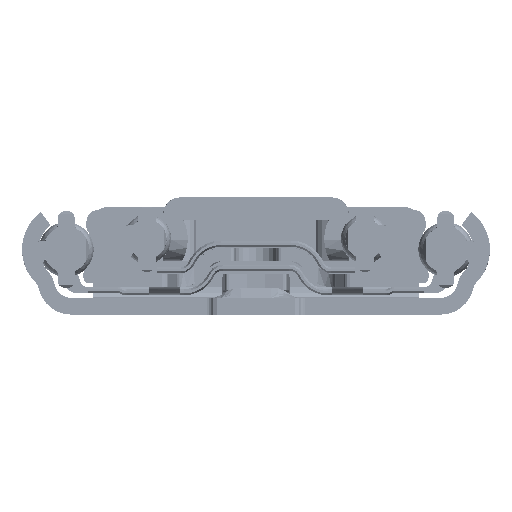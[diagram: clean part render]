
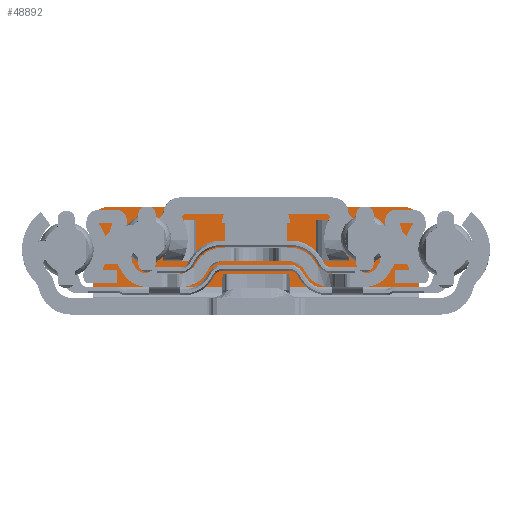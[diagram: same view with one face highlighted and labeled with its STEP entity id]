
A CAD part, front view. The second image highlights one B-rep face of the part: STEP entity #48892.
In plain terms, the highlighted planar face has unit normal (0, -1, 0).
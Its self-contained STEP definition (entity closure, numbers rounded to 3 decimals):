
#1057=PLANE('',#51784);
#2138=FACE_OUTER_BOUND('',#4933,.T.);
#4933=EDGE_LOOP('',(#32416,#32417,#32418,#32419,#32420,#32421));
#7802=CIRCLE('',#51785,2.);
#7803=CIRCLE('',#51786,2.);
#10018=LINE('',#71895,#13863);
#10059=LINE('',#72023,#13904);
#10061=LINE('',#72029,#13906);
#10062=LINE('',#72032,#13907);
#13863=VECTOR('',#57337,53.);
#13904=VECTOR('',#57498,11.);
#13906=VECTOR('',#57504,49.);
#13907=VECTOR('',#57507,11.);
#19213=VERTEX_POINT('',#71892);
#19214=VERTEX_POINT('',#71894);
#19240=VERTEX_POINT('',#72020);
#19242=VERTEX_POINT('',#72026);
#19243=VERTEX_POINT('',#72028);
#19244=VERTEX_POINT('',#72030);
#24318=EDGE_CURVE('',#19214,#19213,#10018,.T.);
#24382=EDGE_CURVE('',#19213,#19240,#10059,.T.);
#24384=EDGE_CURVE('',#19242,#19240,#7802,.T.);
#24385=EDGE_CURVE('',#19243,#19242,#10061,.T.);
#24386=EDGE_CURVE('',#19244,#19243,#7803,.T.);
#24387=EDGE_CURVE('',#19244,#19214,#10062,.T.);
#32416=ORIENTED_EDGE('',*,*,#24384,.F.);
#32417=ORIENTED_EDGE('',*,*,#24385,.F.);
#32418=ORIENTED_EDGE('',*,*,#24386,.F.);
#32419=ORIENTED_EDGE('',*,*,#24387,.T.);
#32420=ORIENTED_EDGE('',*,*,#24318,.T.);
#32421=ORIENTED_EDGE('',*,*,#24382,.T.);
#48892=ADVANCED_FACE('',(#2138),#1057,.T.);
#51784=AXIS2_PLACEMENT_3D('',#72025,#57500,#57501);
#51785=AXIS2_PLACEMENT_3D('',#72027,#57502,#57503);
#51786=AXIS2_PLACEMENT_3D('',#72031,#57505,#57506);
#57337=DIRECTION('',(1.,0.,0.));
#57498=DIRECTION('',(0.,0.,1.));
#57500=DIRECTION('center_axis',(0.,-1.,0.));
#57501=DIRECTION('ref_axis',(0.,0.,-1.));
#57502=DIRECTION('center_axis',(0.,1.,0.));
#57503=DIRECTION('ref_axis',(0.707,0.,0.707));
#57504=DIRECTION('',(1.,0.,0.));
#57505=DIRECTION('center_axis',(0.,1.,0.));
#57506=DIRECTION('ref_axis',(-0.707,0.,0.707));
#57507=DIRECTION('',(0.,0.,-1.));
#71892=CARTESIAN_POINT('',(26.5,1497.3,4.5));
#71894=CARTESIAN_POINT('',(-26.5,1497.3,4.5));
#71895=CARTESIAN_POINT('',(0.,1497.3,4.5));
#72020=CARTESIAN_POINT('',(26.5,1497.3,15.5));
#72023=CARTESIAN_POINT('',(26.5,1497.3,17.5));
#72025=CARTESIAN_POINT('Origin',(0.,1497.3,4.5));
#72026=CARTESIAN_POINT('',(24.5,1497.3,17.5));
#72027=CARTESIAN_POINT('Origin',(24.5,1497.3,15.5));
#72028=CARTESIAN_POINT('',(-24.5,1497.3,17.5));
#72029=CARTESIAN_POINT('',(0.,1497.3,17.5));
#72030=CARTESIAN_POINT('',(-26.5,1497.3,15.5));
#72031=CARTESIAN_POINT('Origin',(-24.5,1497.3,15.5));
#72032=CARTESIAN_POINT('',(-26.5,1497.3,17.5));
